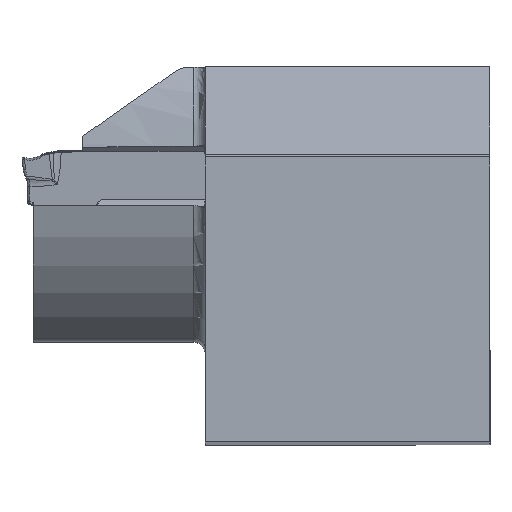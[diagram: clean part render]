
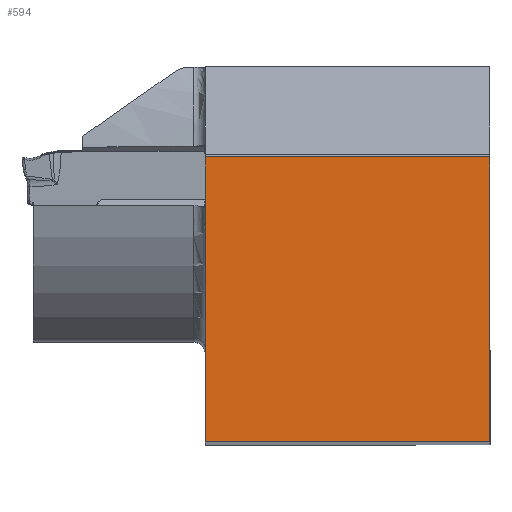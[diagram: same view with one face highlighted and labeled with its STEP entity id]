
A CAD part, top view. The second image highlights one B-rep face of the part: STEP entity #594.
In plain terms, the highlighted planar face has unit normal (0, 0, 1).
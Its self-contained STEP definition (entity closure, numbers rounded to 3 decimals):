
#175=PLANE('',#5183);
#594=ADVANCED_FACE('',(#964),#175,.T.);
#964=FACE_OUTER_BOUND('',#1255,.T.);
#1255=EDGE_LOOP('',(#3053,#3054,#3055,#3056));
#3053=ORIENTED_EDGE('',*,*,#4395,.F.);
#3054=ORIENTED_EDGE('',*,*,#4389,.T.);
#3055=ORIENTED_EDGE('',*,*,#4392,.T.);
#3056=ORIENTED_EDGE('',*,*,#4377,.T.);
#3680=VERTEX_POINT('',#10772);
#3681=VERTEX_POINT('',#10774);
#3692=VERTEX_POINT('',#10797);
#3693=VERTEX_POINT('',#10799);
#4377=EDGE_CURVE('',#3681,#3680,#4642,.T.);
#4389=EDGE_CURVE('',#3693,#3692,#4653,.T.);
#4392=EDGE_CURVE('',#3692,#3681,#4656,.T.);
#4395=EDGE_CURVE('',#3693,#3680,#4658,.T.);
#4642=LINE('',#10773,#4862);
#4653=LINE('',#10798,#4873);
#4656=LINE('',#10803,#4876);
#4658=LINE('',#10809,#4878);
#4862=VECTOR('',#5898,1.);
#4873=VECTOR('',#5913,1.);
#4876=VECTOR('',#5918,1.);
#4878=VECTOR('',#5924,1.);
#5183=AXIS2_PLACEMENT_3D('',#10839,#5939,#5940);
#5898=DIRECTION('',(0.,-1.,0.));
#5913=DIRECTION('',(0.,1.,0.));
#5918=DIRECTION('',(-1.,0.,0.));
#5924=DIRECTION('',(-1.,0.,0.));
#5939=DIRECTION('',(0.,0.,1.));
#5940=DIRECTION('',(1.,0.,0.));
#10772=CARTESIAN_POINT('',(-24.9,0.,0.));
#10773=CARTESIAN_POINT('',(-24.9,40.,0.));
#10774=CARTESIAN_POINT('',(-24.9,24.9,0.));
#10797=CARTESIAN_POINT('',(0.,24.9,0.));
#10798=CARTESIAN_POINT('',(0.,40.,0.));
#10799=CARTESIAN_POINT('',(0.,0.,0.));
#10803=CARTESIAN_POINT('',(0.,24.9,0.));
#10809=CARTESIAN_POINT('',(0.,0.,0.));
#10839=CARTESIAN_POINT('',(0.,24.9,0.));
